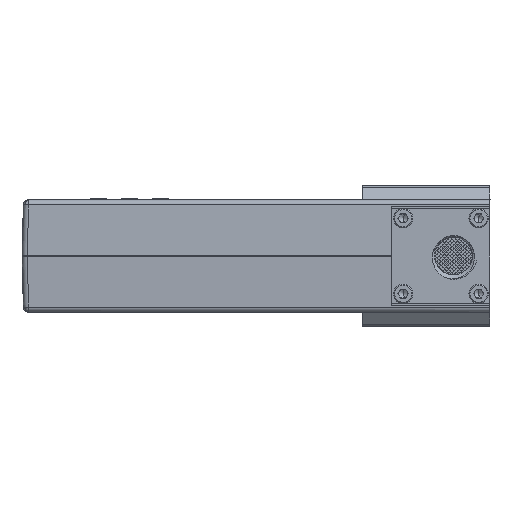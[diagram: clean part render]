
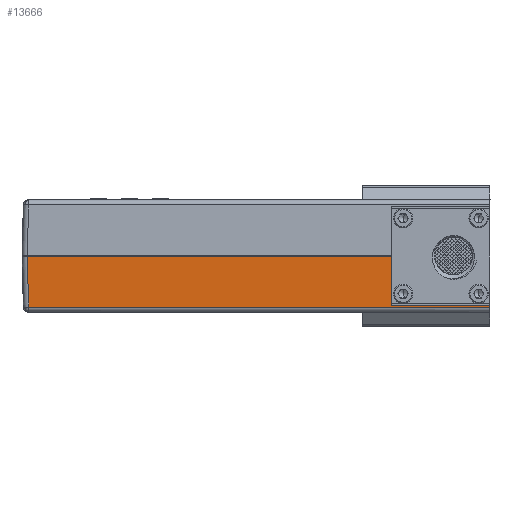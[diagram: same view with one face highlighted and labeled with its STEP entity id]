
A CAD part, left-side view. The second image highlights one B-rep face of the part: STEP entity #13666.
In plain terms, the highlighted planar face has unit normal (-1, 0, -0.026).
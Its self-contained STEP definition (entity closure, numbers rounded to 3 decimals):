
#1155 = CARTESIAN_POINT ( 'NONE',  ( -81.918, 28.122, -0.2 ) ) ;
#1308 = EDGE_LOOP ( 'NONE', ( #6920, #71551, #88735, #71893, #81279, #45651 ) ) ;
#6920 = ORIENTED_EDGE ( 'NONE', *, *, #43495, .F. ) ;
#11668 = CARTESIAN_POINT ( 'NONE',  ( -81.551, 0., -14.2 ) ) ;
#12250 = CARTESIAN_POINT ( 'NONE',  ( -81.542, 66.488, -14.539 ) ) ;
#13666 = ADVANCED_FACE ( 'NONE', ( #44542 ), #90930, .F. ) ;
#14577 = CARTESIAN_POINT ( 'NONE',  ( -81.923, 191.782, 0. ) ) ;
#20451 = DIRECTION ( 'NONE',  ( 0., -1., 0. ) ) ;
#21136 = CARTESIAN_POINT ( 'NONE',  ( -81.542, 0., -14.539 ) ) ;
#22567 = DIRECTION ( 'NONE',  ( 1., 0., 0.026 ) ) ;
#24724 = VECTOR ( 'NONE', #62068, 1000. ) ;
#26383 = VERTEX_POINT ( 'NONE', #65849 ) ;
#30538 = B_SPLINE_CURVE_WITH_KNOTS ( 'NONE', 3,
 ( #33092, #95430, #79504, #42542 ),
 .UNSPECIFIED., .F., .F.,
 ( 4, 4 ),
 ( 0., 1. ),
 .UNSPECIFIED. ) ;
#30553 = DIRECTION ( 'NONE',  ( 0.026, 0., -1. ) ) ;
#31237 = EDGE_CURVE ( 'NONE', #36060, #94751, #86763, .T. ) ;
#33092 = CARTESIAN_POINT ( 'NONE',  ( -81.551, 0., -14.2 ) ) ;
#33394 = EDGE_CURVE ( 'NONE', #94751, #97057, #30538, .T. ) ;
#36060 = VERTEX_POINT ( 'NONE', #61004 ) ;
#42542 = CARTESIAN_POINT ( 'NONE',  ( -81.542, 0., -14.539 ) ) ;
#43495 = EDGE_CURVE ( 'NONE', #26383, #53327, #57411, .T. ) ;
#44400 = DIRECTION ( 'NONE',  ( -0.026, 0.026, 0.999 ) ) ;
#44542 = FACE_OUTER_BOUND ( 'NONE', #1308, .T. ) ;
#45651 = ORIENTED_EDGE ( 'NONE', *, *, #80315, .F. ) ;
#45885 = CARTESIAN_POINT ( 'NONE',  ( -81.542, 131.474, -14.539 ) ) ;
#46431 = VERTEX_POINT ( 'NONE', #53916 ) ;
#48842 = DIRECTION ( 'NONE',  ( 0., -1., 0. ) ) ;
#53327 = VERTEX_POINT ( 'NONE', #57002 ) ;
#53916 = CARTESIAN_POINT ( 'NONE',  ( -81.542, 131.474, -14.539 ) ) ;
#55225 = VECTOR ( 'NONE', #44400, 1000. ) ;
#56275 = VECTOR ( 'NONE', #48842, 1000. ) ;
#57002 = CARTESIAN_POINT ( 'NONE',  ( -81.918, 28.122, -0.2 ) ) ;
#57411 = LINE ( 'NONE', #58870, #65731 ) ;
#58870 = CARTESIAN_POINT ( 'NONE',  ( -81.918, 95.271, -0.2 ) ) ;
#59875 = LINE ( 'NONE', #45885, #55225 ) ;
#61004 = CARTESIAN_POINT ( 'NONE',  ( -81.551, 28., -14.2 ) ) ;
#62063 = AXIS2_PLACEMENT_3D ( 'NONE', #14577, #22567, #30553 ) ;
#62068 = DIRECTION ( 'NONE',  ( 0.026, -0.009, -1. ) ) ;
#65731 = VECTOR ( 'NONE', #20451, 1000. ) ;
#65849 = CARTESIAN_POINT ( 'NONE',  ( -81.918, 131.85, -0.2 ) ) ;
#71551 = ORIENTED_EDGE ( 'NONE', *, *, #81853, .F. ) ;
#71671 = DIRECTION ( 'NONE',  ( 0., 1., 0. ) ) ;
#71893 = ORIENTED_EDGE ( 'NONE', *, *, #33394, .F. ) ;
#75963 = VECTOR ( 'NONE', #71671, 1000. ) ;
#78293 = CARTESIAN_POINT ( 'NONE',  ( -81.551, 64.499, -14.2 ) ) ;
#79504 = CARTESIAN_POINT ( 'NONE',  ( -81.545, 0., -14.426 ) ) ;
#80315 = EDGE_CURVE ( 'NONE', #53327, #36060, #91507, .T. ) ;
#81279 = ORIENTED_EDGE ( 'NONE', *, *, #31237, .F. ) ;
#81853 = EDGE_CURVE ( 'NONE', #46431, #26383, #59875, .T. ) ;
#86572 = EDGE_CURVE ( 'NONE', #97057, #46431, #95104, .T. ) ;
#86763 = LINE ( 'NONE', #78293, #56275 ) ;
#88735 = ORIENTED_EDGE ( 'NONE', *, *, #86572, .F. ) ;
#90930 = PLANE ( 'NONE',  #62063 ) ;
#91507 = LINE ( 'NONE', #1155, #24724 ) ;
#94751 = VERTEX_POINT ( 'NONE', #11668 ) ;
#95104 = LINE ( 'NONE', #12250, #75963 ) ;
#95430 = CARTESIAN_POINT ( 'NONE',  ( -81.548, 0., -14.313 ) ) ;
#97057 = VERTEX_POINT ( 'NONE', #21136 ) ;
